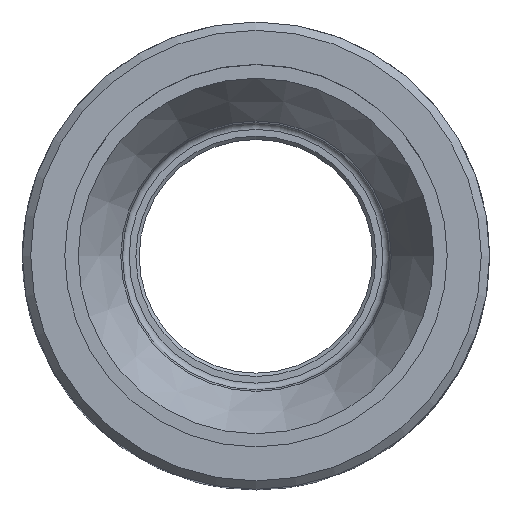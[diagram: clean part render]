
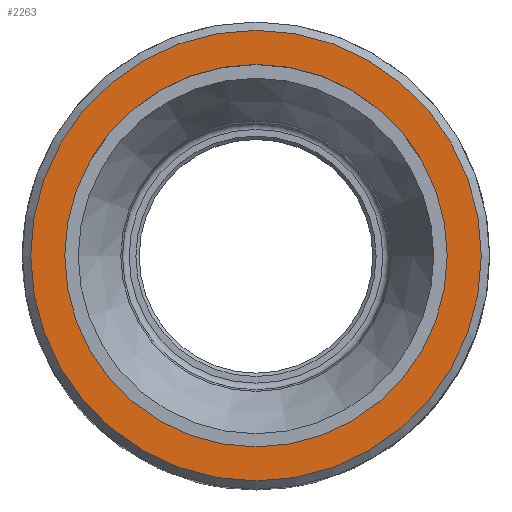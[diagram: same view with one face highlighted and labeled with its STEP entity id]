
A CAD part, top view. The second image highlights one B-rep face of the part: STEP entity #2263.
In plain terms, the highlighted planar face has unit normal (0, 0, 1).
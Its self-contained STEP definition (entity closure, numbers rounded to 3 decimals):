
#91=CIRCLE('',#2357,13.5);
#127=CIRCLE('',#2422,11.459);
#340=ORIENTED_EDGE('',*,*,#750,.T.);
#341=ORIENTED_EDGE('',*,*,#657,.T.);
#657=EDGE_CURVE('',#885,#885,#91,.T.);
#750=EDGE_CURVE('',#945,#945,#127,.T.);
#885=VERTEX_POINT('',#3108);
#945=VERTEX_POINT('',#3362);
#1300=EDGE_LOOP('',(#340));
#1301=EDGE_LOOP('',(#341));
#1416=FACE_BOUND('',#1300,.T.);
#1417=FACE_BOUND('',#1301,.T.);
#1507=PLANE('',#2421);
#2263=ADVANCED_FACE('',(#1416,#1417),#1507,.T.);
#2357=AXIS2_PLACEMENT_3D('',#3107,#2597,#2598);
#2421=AXIS2_PLACEMENT_3D('',#3360,#2770,#2771);
#2422=AXIS2_PLACEMENT_3D('',#3361,#2772,#2773);
#2597=DIRECTION('',(0.,0.,1.));
#2598=DIRECTION('',(1.,0.,0.));
#2770=DIRECTION('',(0.,0.,1.));
#2771=DIRECTION('',(1.,0.,0.));
#2772=DIRECTION('',(0.,0.,-1.));
#2773=DIRECTION('',(1.,0.,0.));
#3107=CARTESIAN_POINT('',(0.,0.,24.));
#3108=CARTESIAN_POINT('',(13.5,0.,24.));
#3360=CARTESIAN_POINT('',(0.,0.,24.));
#3361=CARTESIAN_POINT('',(0.,0.,24.));
#3362=CARTESIAN_POINT('',(11.459,0.,24.));
